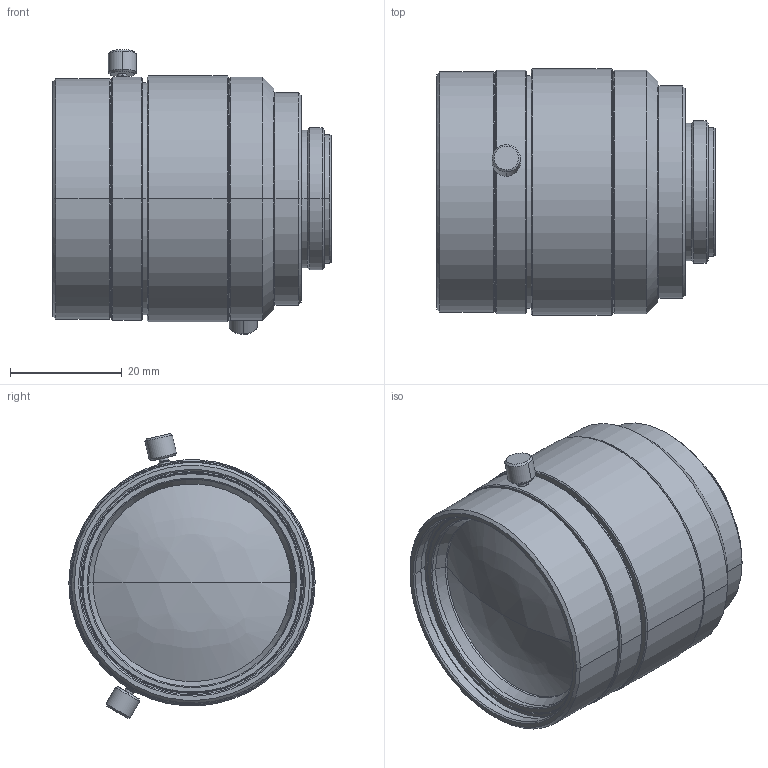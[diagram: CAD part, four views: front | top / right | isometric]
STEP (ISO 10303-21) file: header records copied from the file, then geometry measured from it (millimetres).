
FILE_DESCRIPTION ((), '1');
FILE_NAME ('O-C4-S-50-18.stp', '2016-05-25T17:10:11', ('Unknown'), ('Unknown'), 'HarmonyWare STEP v1.7.11', 'HarmonyWare Translators', '');
FILE_SCHEMA (('CONFIG_CONTROL_DESIGN'));
Length unit declared in the file: millimetre
Products named in the file (1): O-C4-S-50-18
Bounding box: 49.7 x 44 x 50.86 mm (x, y, z)
Volume: 60107.2 mm3; surface area: 11241.9 mm2
Topology: 1 solids, 1 shells, 134 faces, 266 edges, 154 vertices
Faces by surface type: bspline 134
Entity records: 5069 total; most frequent: CARTESIAN_POINT 3440, ORIENTED_EDGE 532, EDGE_CURVE 266, VERTEX_POINT 154, EDGE_LOOP 154, FACE_OUTER_BOUND 134, ADVANCED_FACE 134, B_SPLINE_CURVE_WITH_KNOTS 114
